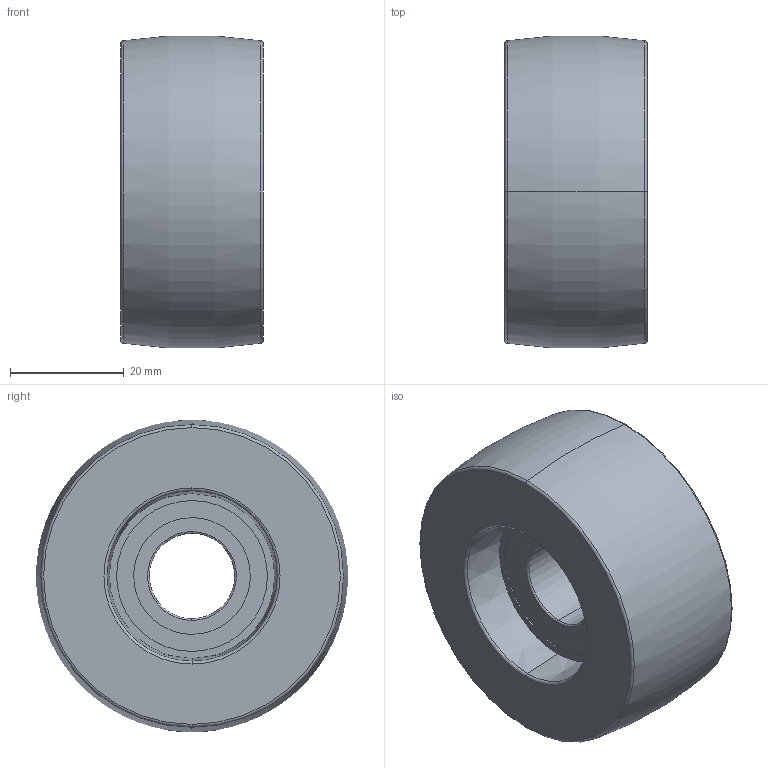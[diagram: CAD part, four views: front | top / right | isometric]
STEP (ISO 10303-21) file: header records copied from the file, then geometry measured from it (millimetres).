
FILE_DESCRIPTION (( 'STEP AP214' ), '1' );
FILE_NAME ('0022690.step', '2022-11-29T10:29:12', ( '' ), ( '' ), 'SwSTEP 2.0', 'SolidWorks 2020', '' );
FILE_SCHEMA (( 'AUTOMOTIVE_DESIGN' ));
Length unit declared in the file: millimetre
Products named in the file (1): 0022690
Bounding box: 25 x 54.79 x 54.79 mm (x, y, z)
Volume: 44651.2 mm3; surface area: 15603.6 mm2
Topology: 6 solids, 6 shells, 66 faces, 132 edges, 78 vertices
Faces by surface type: torus 28, cylinder 22, plane 12, cone 4
Entity records: 2571 total; most frequent: DIRECTION 372, CARTESIAN_POINT 277, ORIENTED_EDGE 264, AXIS2_PLACEMENT_3D 173, EDGE_CURVE 132, CIRCLE 106, EDGE_LOOP 78, VERTEX_POINT 78
